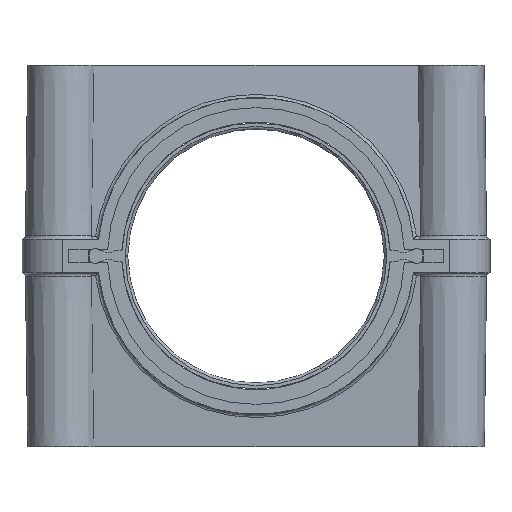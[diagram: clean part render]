
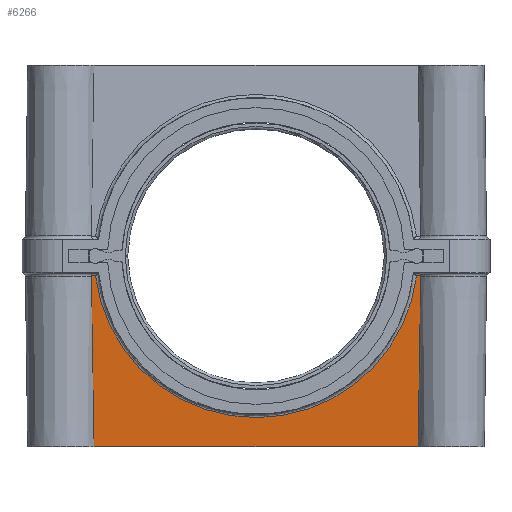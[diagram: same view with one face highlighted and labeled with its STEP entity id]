
A CAD part, front view. The second image highlights one B-rep face of the part: STEP entity #6266.
In plain terms, the highlighted planar face has unit normal (0, -0.999, -0.052).
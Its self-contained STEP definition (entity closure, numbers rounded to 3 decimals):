
#1007=DIRECTION('',(-1.,0.,0.));
#1008=VECTOR('',#1007,0.623);
#1009=CARTESIAN_POINT('',(-24.013,-3.338,
-2.974));
#1010=LINE('',#1009,#1008);
#1030=CARTESIAN_POINT('',(24.636,-3.338,
-2.974));
#1031=CARTESIAN_POINT('',(24.636,-3.338,
-2.976));
#1032=CARTESIAN_POINT('',(24.636,-3.337,
-2.98));
#1033=CARTESIAN_POINT('',(24.636,-3.337,
-2.987));
#1034=CARTESIAN_POINT('',(24.636,-3.337,
-2.991));
#1035=CARTESIAN_POINT('',(24.636,-3.337,
-2.993));
#1037=CARTESIAN_POINT('',(24.636,-3.337,
-2.993));
#1038=CARTESIAN_POINT('',(24.587,-3.225,
-5.119));
#1039=CARTESIAN_POINT('',(24.498,-3.003,
-9.369));
#1040=CARTESIAN_POINT('',(24.356,-2.557,
-17.871));
#1041=CARTESIAN_POINT('',(24.286,-2.223,
-24.248));
#1042=CARTESIAN_POINT('',(24.254,-2.,-28.5));
#1044=CARTESIAN_POINT('',(-24.636,-3.337,
-2.993));
#1045=CARTESIAN_POINT('',(-24.587,-3.225,
-5.119));
#1046=CARTESIAN_POINT('',(-24.498,-3.003,
-9.369));
#1047=CARTESIAN_POINT('',(-24.356,-2.557,
-17.871));
#1048=CARTESIAN_POINT('',(-24.286,-2.223,
-24.248));
#1049=CARTESIAN_POINT('',(-24.254,-2.,-28.5));
#1051=CARTESIAN_POINT('',(-24.636,-3.338,
-2.974));
#1052=CARTESIAN_POINT('',(-24.636,-3.338,
-2.976));
#1053=CARTESIAN_POINT('',(-24.636,-3.337,
-2.98));
#1054=CARTESIAN_POINT('',(-24.636,-3.337,
-2.987));
#1055=CARTESIAN_POINT('',(-24.636,-3.337,
-2.991));
#1056=CARTESIAN_POINT('',(-24.636,-3.337,
-2.993));
#1058=CARTESIAN_POINT('',(-24.013,-3.338,
-2.974));
#1059=CARTESIAN_POINT('',(-23.959,-3.315,
-3.411));
#1060=CARTESIAN_POINT('',(-23.826,-3.269,
-4.282));
#1061=CARTESIAN_POINT('',(-23.555,-3.201,
-5.576));
#1062=CARTESIAN_POINT('',(-23.214,-3.134,
-6.854));
#1063=CARTESIAN_POINT('',(-22.804,-3.069,
-8.111));
#1064=CARTESIAN_POINT('',(-22.325,-3.004,
-9.344));
#1065=CARTESIAN_POINT('',(-21.78,-2.941,
-10.549));
#1066=CARTESIAN_POINT('',(-21.171,-2.879,
-11.722));
#1067=CARTESIAN_POINT('',(-20.498,-2.82,
-12.861));
#1068=CARTESIAN_POINT('',(-19.764,-2.762,
-13.96));
#1069=CARTESIAN_POINT('',(-18.971,-2.707,
-15.018));
#1070=CARTESIAN_POINT('',(-18.122,-2.653,
-16.031));
#1071=CARTESIAN_POINT('',(-17.219,-2.603,
-16.996));
#1072=CARTESIAN_POINT('',(-16.264,-2.555,
-17.91));
#1073=CARTESIAN_POINT('',(-15.261,-2.51,
-18.77));
#1074=CARTESIAN_POINT('',(-14.213,-2.468,
-19.575));
#1075=CARTESIAN_POINT('',(-13.123,-2.429,
-20.321));
#1076=CARTESIAN_POINT('',(-11.994,-2.393,
-21.007));
#1077=CARTESIAN_POINT('',(-10.829,-2.36,
-21.629));
#1078=CARTESIAN_POINT('',(-9.632,-2.331,
-22.188));
#1079=CARTESIAN_POINT('',(-8.406,-2.305,
-22.68));
#1080=CARTESIAN_POINT('',(-7.155,-2.283,
-23.104));
#1081=CARTESIAN_POINT('',(-5.884,-2.264,
-23.46));
#1082=CARTESIAN_POINT('',(-4.594,-2.249,
-23.746));
#1083=CARTESIAN_POINT('',(-3.291,-2.238,
-23.961));
#1084=CARTESIAN_POINT('',(-1.979,-2.23,
-24.105));
#1085=CARTESIAN_POINT('',(-0.66,-2.227,
-24.177));
#1086=CARTESIAN_POINT('',(0.66,-2.227,
-24.177));
#1087=CARTESIAN_POINT('',(1.979,-2.23,
-24.105));
#1088=CARTESIAN_POINT('',(3.291,-2.238,
-23.961));
#1089=CARTESIAN_POINT('',(4.594,-2.249,
-23.746));
#1090=CARTESIAN_POINT('',(5.884,-2.264,
-23.46));
#1091=CARTESIAN_POINT('',(7.155,-2.283,
-23.104));
#1092=CARTESIAN_POINT('',(8.406,-2.305,
-22.68));
#1093=CARTESIAN_POINT('',(9.632,-2.331,
-22.188));
#1094=CARTESIAN_POINT('',(10.829,-2.36,
-21.629));
#1095=CARTESIAN_POINT('',(11.994,-2.393,
-21.007));
#1096=CARTESIAN_POINT('',(13.123,-2.429,
-20.321));
#1097=CARTESIAN_POINT('',(14.213,-2.468,
-19.575));
#1098=CARTESIAN_POINT('',(15.261,-2.51,
-18.77));
#1099=CARTESIAN_POINT('',(16.264,-2.555,
-17.91));
#1100=CARTESIAN_POINT('',(17.219,-2.603,
-16.996));
#1101=CARTESIAN_POINT('',(18.122,-2.653,
-16.031));
#1102=CARTESIAN_POINT('',(18.971,-2.707,
-15.018));
#1103=CARTESIAN_POINT('',(19.764,-2.762,
-13.96));
#1104=CARTESIAN_POINT('',(20.498,-2.82,
-12.861));
#1105=CARTESIAN_POINT('',(21.171,-2.879,
-11.722));
#1106=CARTESIAN_POINT('',(21.78,-2.941,
-10.549));
#1107=CARTESIAN_POINT('',(22.325,-3.004,
-9.344));
#1108=CARTESIAN_POINT('',(22.804,-3.069,
-8.111));
#1109=CARTESIAN_POINT('',(23.214,-3.134,
-6.854));
#1110=CARTESIAN_POINT('',(23.555,-3.201,
-5.577));
#1111=CARTESIAN_POINT('',(23.826,-3.269,
-4.282));
#1112=CARTESIAN_POINT('',(23.959,-3.315,
-3.411));
#1113=CARTESIAN_POINT('',(24.013,-3.338,
-2.974));
#1405=DIRECTION('',(1.,0.,0.));
#1406=VECTOR('',#1405,48.508);
#1407=CARTESIAN_POINT('',(-24.254,-2.,-28.5));
#1408=LINE('',#1407,#1406);
#2538=DIRECTION('',(-1.,0.,0.));
#2539=VECTOR('',#2538,0.623);
#2540=CARTESIAN_POINT('',(24.636,-3.338,
-2.974));
#2541=LINE('',#2540,#2539);
#4582=CARTESIAN_POINT('',(-24.254,-2.,-28.5));
#4583=CARTESIAN_POINT('',(24.254,-2.,-28.5));
#4584=VERTEX_POINT('',#4582);
#4585=VERTEX_POINT('',#4583);
#4638=CARTESIAN_POINT('',(-24.013,-3.338,
-2.974));
#4639=CARTESIAN_POINT('',(-24.636,-3.338,
-2.974));
#4640=VERTEX_POINT('',#4638);
#4641=VERTEX_POINT('',#4639);
#4646=VERTEX_POINT('',#1113);
#4652=CARTESIAN_POINT('',(24.636,-3.338,
-2.974));
#4653=VERTEX_POINT('',#4652);
#4654=CARTESIAN_POINT('',(24.636,-3.337,
-2.993));
#4656=VERTEX_POINT('',#4654);
#4690=VERTEX_POINT('',#1056);
#6245=CARTESIAN_POINT('',(-42.,-3.494,0.));
#6246=DIRECTION('',(0.,-0.999,-0.052));
#6247=DIRECTION('',(0.,0.052,-0.999));
#6248=AXIS2_PLACEMENT_3D('',#6245,#6246,#6247);
#6249=PLANE('',#6248);
#6250=ORIENTED_EDGE('',*,*,#6236,.F.);
#6252=ORIENTED_EDGE('',*,*,#6251,.T.);
#6254=ORIENTED_EDGE('',*,*,#6253,.F.);
#6256=ORIENTED_EDGE('',*,*,#6255,.T.);
#6258=ORIENTED_EDGE('',*,*,#6257,.T.);
#6260=ORIENTED_EDGE('',*,*,#6259,.F.);
#6262=ORIENTED_EDGE('',*,*,#6261,.F.);
#6263=ORIENTED_EDGE('',*,*,#6223,.F.);
#6264=EDGE_LOOP('',(#6250,#6252,#6254,#6256,#6258,#6260,#6262,#6263));
#6265=FACE_OUTER_BOUND('',#6264,.F.);
#6266=ADVANCED_FACE('',(#6265),#6249,.T.);
#1036=B_SPLINE_CURVE_WITH_KNOTS('',3,(#1030,#1031,#1032,#1033,#1034,#1035),
.UNSPECIFIED.,.F.,.F.,(4,1,1,4),(0.,0.333,0.667,1.),
.UNSPECIFIED.);
#1043=B_SPLINE_CURVE_WITH_KNOTS('',3,(#1037,#1038,#1039,#1040,#1041,#1042),
.UNSPECIFIED.,.F.,.F.,(4,1,1,4),(0.,0.25,0.5,1.),.UNSPECIFIED.);
#1050=B_SPLINE_CURVE_WITH_KNOTS('',3,(#1044,#1045,#1046,#1047,#1048,#1049),
.UNSPECIFIED.,.F.,.F.,(4,1,1,4),(0.,0.25,0.5,1.),.UNSPECIFIED.);
#1057=B_SPLINE_CURVE_WITH_KNOTS('',3,(#1051,#1052,#1053,#1054,#1055,#1056),
.UNSPECIFIED.,.F.,.F.,(4,1,1,4),(0.,0.333,0.667,1.),
.UNSPECIFIED.);
#1114=B_SPLINE_CURVE_WITH_KNOTS('',3,(#1058,#1059,#1060,#1061,#1062,#1063,#1064,
#1065,#1066,#1067,#1068,#1069,#1070,#1071,#1072,#1073,#1074,#1075,#1076,#1077,
#1078,#1079,#1080,#1081,#1082,#1083,#1084,#1085,#1086,#1087,#1088,#1089,#1090,
#1091,#1092,#1093,#1094,#1095,#1096,#1097,#1098,#1099,#1100,#1101,#1102,#1103,
#1104,#1105,#1106,#1107,#1108,#1109,#1110,#1111,#1112,#1113),.UNSPECIFIED.,.F.,
.F.,(4,1,1,1,1,1,1,1,1,1,1,1,1,1,1,1,1,1,1,1,1,1,1,1,1,1,1,1,1,1,1,1,1,1,1,1,1,
1,1,1,1,1,1,1,1,1,1,1,1,1,1,1,1,4),(0.,0.019,0.038,
0.057,0.075,0.094,0.113,
0.132,0.151,0.17,0.189,
0.208,0.226,0.245,0.264,
0.283,0.302,0.321,0.34,
0.358,0.377,0.396,0.415,
0.434,0.453,0.472,0.491,
0.509,0.528,0.547,0.566,
0.585,0.604,0.623,0.642,
0.66,0.679,0.698,0.717,
0.736,0.755,0.774,0.792,
0.811,0.83,0.849,0.868,
0.887,0.906,0.925,0.943,
0.962,0.981,1.),.UNSPECIFIED.);
#6223=EDGE_CURVE('',#4641,#4690,#1057,.T.);
#6236=EDGE_CURVE('',#4640,#4641,#1010,.T.);
#6251=EDGE_CURVE('',#4640,#4646,#1114,.T.);
#6253=EDGE_CURVE('',#4653,#4646,#2541,.T.);
#6255=EDGE_CURVE('',#4653,#4656,#1036,.T.);
#6257=EDGE_CURVE('',#4656,#4585,#1043,.T.);
#6259=EDGE_CURVE('',#4584,#4585,#1408,.T.);
#6261=EDGE_CURVE('',#4690,#4584,#1050,.T.);
